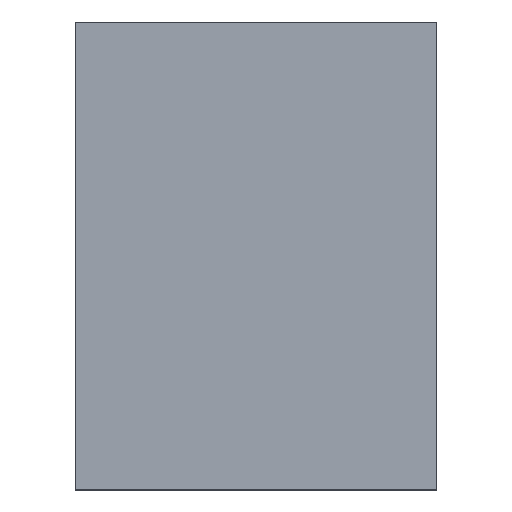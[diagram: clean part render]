
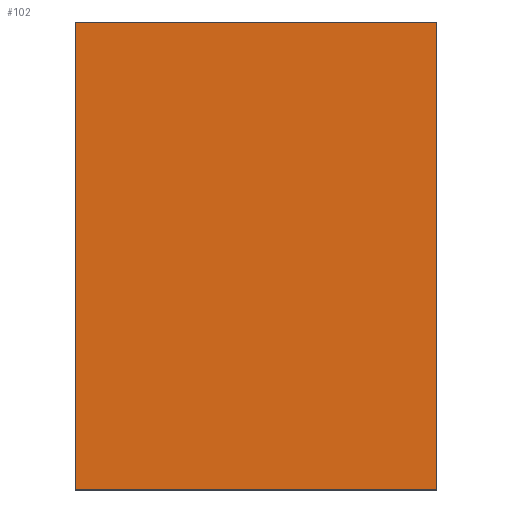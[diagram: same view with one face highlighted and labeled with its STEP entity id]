
A CAD part, top view. The second image highlights one B-rep face of the part: STEP entity #102.
In plain terms, the highlighted planar face has unit normal (0, 0, 1).
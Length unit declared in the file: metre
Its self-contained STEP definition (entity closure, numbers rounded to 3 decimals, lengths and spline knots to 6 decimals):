
#28=ORIENTED_EDGE('',*,*,#38,.F.);
#29=ORIENTED_EDGE('',*,*,#46,.T.);
#30=ORIENTED_EDGE('',*,*,#41,.F.);
#31=ORIENTED_EDGE('',*,*,#47,.F.);
#38=EDGE_CURVE('',#50,#51,#58,.T.);
#41=EDGE_CURVE('',#52,#54,#61,.T.);
#46=EDGE_CURVE('',#50,#54,#66,.T.);
#47=EDGE_CURVE('',#51,#52,#67,.T.);
#50=VERTEX_POINT('',#157);
#51=VERTEX_POINT('',#159);
#52=VERTEX_POINT('',#163);
#54=VERTEX_POINT('',#166);
#58=LINE('',#158,#70);
#61=LINE('',#165,#73);
#66=LINE('',#174,#78);
#67=LINE('',#176,#79);
#70=VECTOR('',#131,1.);
#73=VECTOR('',#136,1.);
#78=VECTOR('',#145,1.);
#79=VECTOR('',#148,1.);
#84=EDGE_LOOP('',(#28,#29,#30,#31));
#90=FACE_BOUND('',#84,.T.);
#96=PLANE('',#123);
#102=ADVANCED_FACE('',(#90),#96,.T.);
#123=AXIS2_PLACEMENT_3D('',#175,#146,#147);
#131=DIRECTION('',(-1.,0.,0.));
#136=DIRECTION('',(1.,0.,0.));
#145=DIRECTION('',(0.,1.,0.));
#146=DIRECTION('',(0.,0.,1.));
#147=DIRECTION('',(1.,0.,0.));
#148=DIRECTION('',(0.,1.,0.));
#157=CARTESIAN_POINT('',(0.0675,-0.085,0.0455));
#158=CARTESIAN_POINT('',(0.,-0.085,0.0455));
#159=CARTESIAN_POINT('',(-0.0675,-0.085,0.0455));
#163=CARTESIAN_POINT('',(-0.0675,0.09,0.0455));
#165=CARTESIAN_POINT('',(0.,0.09,0.0455));
#166=CARTESIAN_POINT('',(0.0675,0.09,0.0455));
#174=CARTESIAN_POINT('',(0.0675,-0.085002,0.0455));
#175=CARTESIAN_POINT('',(0.,-0.085002,0.0455));
#176=CARTESIAN_POINT('',(-0.0675,-0.085002,0.0455));
